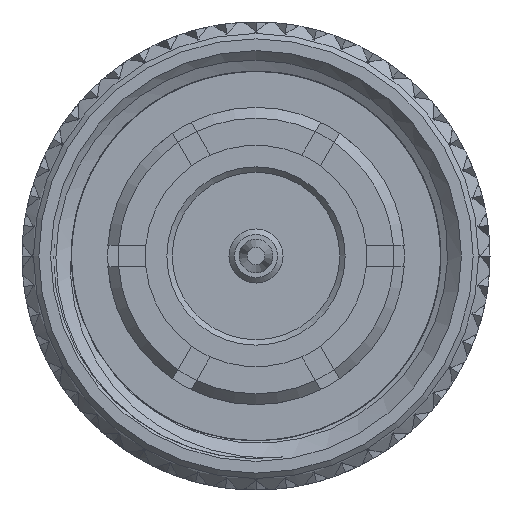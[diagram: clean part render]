
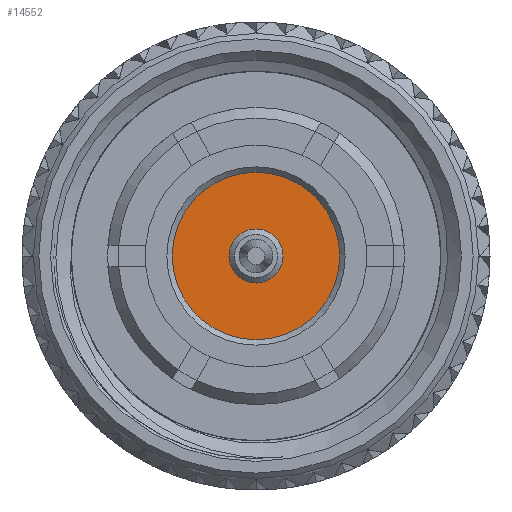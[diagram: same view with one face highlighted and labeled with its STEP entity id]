
A CAD part, left-side view. The second image highlights one B-rep face of the part: STEP entity #14552.
In plain terms, the highlighted planar face has unit normal (-1, 0, 0).
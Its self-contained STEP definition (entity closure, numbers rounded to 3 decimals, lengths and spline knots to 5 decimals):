
#826 = ORIENTED_EDGE ( 'NONE', *, *, #94346, .F. ) ;
#4704 = CARTESIAN_POINT ( 'NONE',  ( 0.6, 0., 0. ) ) ;
#14552 = ADVANCED_FACE ( 'NONE', ( #17001, #106246 ), #42337, .T. ) ;
#16551 = CIRCLE ( 'NONE', #142122, 0.05 ) ;
#17001 = FACE_OUTER_BOUND ( 'NONE', #33674, .T. ) ;
#31925 = CARTESIAN_POINT ( 'NONE',  ( 0.6, 0., 0.05 ) ) ;
#33674 = EDGE_LOOP ( 'NONE', ( #48393 ) ) ;
#36092 = DIRECTION ( 'NONE',  ( 0., 0., 1. ) ) ;
#42337 = PLANE ( 'NONE',  #62393 ) ;
#48393 = ORIENTED_EDGE ( 'NONE', *, *, #145626, .F. ) ;
#53710 = EDGE_LOOP ( 'NONE', ( #826 ) ) ;
#62393 = AXIS2_PLACEMENT_3D ( 'NONE', #4704, #143097, #155353 ) ;
#64347 = DIRECTION ( 'NONE',  ( -1., 0., 0. ) ) ;
#74373 = CARTESIAN_POINT ( 'NONE',  ( 0.6, 0., 0.155 ) ) ;
#76356 = AXIS2_PLACEMENT_3D ( 'NONE', #143453, #122139, #36092 ) ;
#94346 = EDGE_CURVE ( 'NONE', #156344, #156344, #16551, .T. ) ;
#101211 = CARTESIAN_POINT ( 'NONE',  ( 0.6, 0., 0. ) ) ;
#106246 = FACE_BOUND ( 'NONE', #53710, .T. ) ;
#114339 = DIRECTION ( 'NONE',  ( 0., 0., 1. ) ) ;
#120872 = CIRCLE ( 'NONE', #76356, 0.155 ) ;
#122139 = DIRECTION ( 'NONE',  ( 1., 0., 0. ) ) ;
#142122 = AXIS2_PLACEMENT_3D ( 'NONE', #101211, #64347, #114339 ) ;
#143097 = DIRECTION ( 'NONE',  ( -1., 0., 0. ) ) ;
#143453 = CARTESIAN_POINT ( 'NONE',  ( 0.6, 0., 0. ) ) ;
#145626 = EDGE_CURVE ( 'NONE', #148131, #148131, #120872, .T. ) ;
#148131 = VERTEX_POINT ( 'NONE', #74373 ) ;
#155353 = DIRECTION ( 'NONE',  ( 0., 0., 1. ) ) ;
#156344 = VERTEX_POINT ( 'NONE', #31925 ) ;
